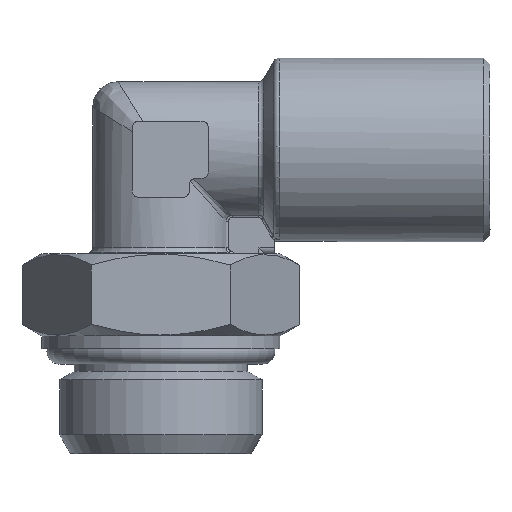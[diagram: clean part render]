
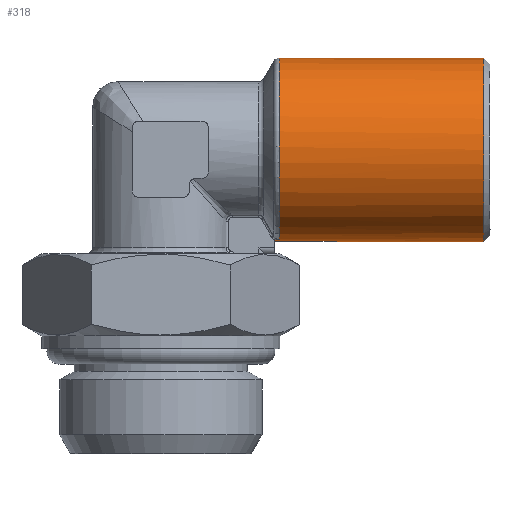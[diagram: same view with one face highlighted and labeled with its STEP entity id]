
A CAD part, top view. The second image highlights one B-rep face of the part: STEP entity #318.
In plain terms, the highlighted cylindrical face has radius 7.25 mm (diameter 14.5 mm), a full revolution.
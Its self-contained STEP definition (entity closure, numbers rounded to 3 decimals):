
#318 = ADVANCED_FACE( 'NONE', ( #836, #837 ), #838, .T. );
#836 = FACE_OUTER_BOUND( '', #1790, .T. );
#837 = FACE_OUTER_BOUND( '', #1791, .T. );
#838 = CYLINDRICAL_SURFACE( '', #1792, 7.25 );
#1790 = EDGE_LOOP( '', ( #4913, #4914, #4915, #4916 ) );
#1791 = EDGE_LOOP( '', ( #4917 ) );
#1792 = AXIS2_PLACEMENT_3D( '', #4918, #4919, #4920 );
#4913 = ORIENTED_EDGE( '', *, *, #6677, .F. );
#4914 = ORIENTED_EDGE( '', *, *, #6678, .T. );
#4915 = ORIENTED_EDGE( '', *, *, #6679, .T. );
#4916 = ORIENTED_EDGE( '', *, *, #6680, .T. );
#4917 = ORIENTED_EDGE( '', *, *, #6681, .T. );
#4918 = CARTESIAN_POINT( '', ( 10., 0., 0. ) );
#4919 = DIRECTION( '', ( 1., 0., 0. ) );
#4920 = DIRECTION( '', ( 0., -1., 0. ) );
#6677 = EDGE_CURVE( 'NONE', #7605, #7606, #7607, .T. );
#6678 = EDGE_CURVE( 'NONE', #7605, #7608, #7609, .T. );
#6679 = EDGE_CURVE( 'NONE', #7608, #7610, #7611, .T. );
#6680 = EDGE_CURVE( 'NONE', #7610, #7606, #7612, .T. );
#6681 = EDGE_CURVE( 'NONE', #7613, #7613, #7614, .T. );
#7605 = VERTEX_POINT( 'NONE', #9156 );
#7606 = VERTEX_POINT( 'NONE', #9157 );
#7607 = CIRCLE( '', #9158, 7.25 );
#7608 = VERTEX_POINT( 'NONE', #9159 );
#7609 = B_SPLINE_CURVE_WITH_KNOTS( '', 3, ( #9160, #9161, #9162, #9163, #9164, #9165, #9166, #9167 ), .UNSPECIFIED., .F., .F., ( 4, 1, 1, 1, 1, 4 ), ( 0., 0.158, 0.325, 0.5, 0.731, 1. ), .UNSPECIFIED. );
#7610 = VERTEX_POINT( 'NONE', #9168 );
#7611 = CIRCLE( '', #9169, 7.25 );
#7612 = B_SPLINE_CURVE_WITH_KNOTS( '', 3, ( #9170, #9171, #9172, #9173, #9174, #9175, #9176 ), .UNSPECIFIED., .F., .F., ( 4, 1, 1, 1, 4 ), ( 0., 0.27, 0.501, 0.76, 1. ), .UNSPECIFIED. );
#7613 = VERTEX_POINT( '', #9177 );
#7614 = CIRCLE( '', #9178, 7.25 );
#9156 = CARTESIAN_POINT( '', ( 9., -7.091, -1.509 ) );
#9157 = CARTESIAN_POINT( '', ( 9., -7.091, 1.509 ) );
#9158 = AXIS2_PLACEMENT_3D( '', #12792, #12793, #12794 );
#9159 = CARTESIAN_POINT( '', ( 9.345, -7.059, -1.654 ) );
#9160 = CARTESIAN_POINT( '', ( 9., -7.091, -1.509 ) );
#9161 = CARTESIAN_POINT( '', ( 9.02, -7.09, -1.513 ) );
#9162 = CARTESIAN_POINT( '', ( 9.06, -7.089, -1.521 ) );
#9163 = CARTESIAN_POINT( '', ( 9.12, -7.084, -1.54 ) );
#9164 = CARTESIAN_POINT( '', ( 9.187, -7.079, -1.568 ) );
#9165 = CARTESIAN_POINT( '', ( 9.262, -7.07, -1.605 ) );
#9166 = CARTESIAN_POINT( '', ( 9.316, -7.063, -1.637 ) );
#9167 = CARTESIAN_POINT( '', ( 9.345, -7.059, -1.654 ) );
#9168 = CARTESIAN_POINT( '', ( 9.345, -7.059, 1.654 ) );
#9169 = AXIS2_PLACEMENT_3D( '', #12795, #12796, #12797 );
#9170 = CARTESIAN_POINT( '', ( 9.345, -7.059, 1.654 ) );
#9171 = CARTESIAN_POINT( '', ( 9.316, -7.063, 1.637 ) );
#9172 = CARTESIAN_POINT( '', ( 9.262, -7.07, 1.605 ) );
#9173 = CARTESIAN_POINT( '', ( 9.177, -7.08, 1.563 ) );
#9174 = CARTESIAN_POINT( '', ( 9.091, -7.087, 1.529 ) );
#9175 = CARTESIAN_POINT( '', ( 9.03, -7.09, 1.515 ) );
#9176 = CARTESIAN_POINT( '', ( 9., -7.091, 1.509 ) );
#9177 = CARTESIAN_POINT( '', ( 25.5, 0., 7.25 ) );
#9178 = AXIS2_PLACEMENT_3D( '', #12798, #12799, #12800 );
#12792 = CARTESIAN_POINT( '', ( 9., 0., 0. ) );
#12793 = DIRECTION( '', ( -1., 0., 0. ) );
#12794 = DIRECTION( '', ( 0., 0., 1. ) );
#12795 = CARTESIAN_POINT( '', ( 9.345, 0., 0. ) );
#12796 = DIRECTION( '', ( 1., 0., 0. ) );
#12797 = DIRECTION( '', ( 0., 1., 0. ) );
#12798 = CARTESIAN_POINT( '', ( 25.5, 0., 0. ) );
#12799 = DIRECTION( '', ( -1., 0., 0. ) );
#12800 = DIRECTION( '', ( 0., 0., 1. ) );
